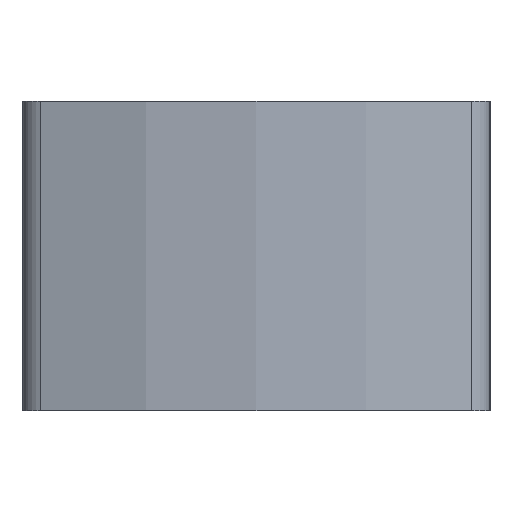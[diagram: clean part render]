
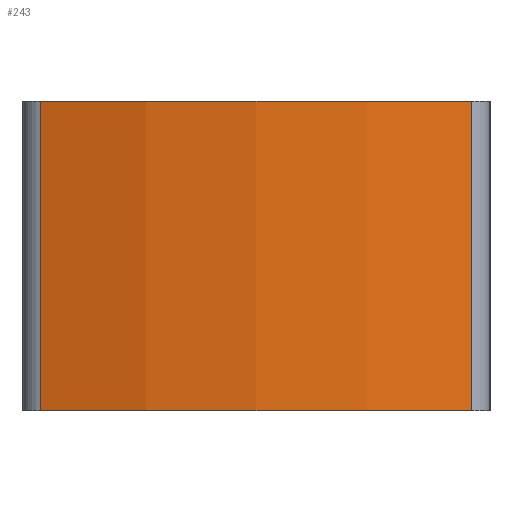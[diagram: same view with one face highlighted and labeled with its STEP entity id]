
A CAD part, left-side view. The second image highlights one B-rep face of the part: STEP entity #243.
In plain terms, the highlighted cylindrical face has radius 92.5 mm (diameter 185 mm), a partial arc.
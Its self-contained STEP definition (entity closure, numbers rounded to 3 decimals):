
#206=EDGE_CURVE('240[2]',#381,#426,#522,.T.);
#243=ADVANCED_FACE('240[2]',(#575),#576,.T.);
#281=EDGE_CURVE('240[2]',#489,#426,#630,.T.);
#304=EDGE_CURVE('240[2]',#381,#540,#662,.T.);
#360=EDGE_CURVE('240[2]',#489,#540,#739,.T.);
#381=VERTEX_POINT('',#751);
#426=VERTEX_POINT('',#805);
#489=VERTEX_POINT('',#887);
#522=LINE('',#931,#932);
#540=VERTEX_POINT('',#956);
#575=FACE_OUTER_BOUND('',#1001,.T.);
#576=CYLINDRICAL_SURFACE('',#1002,92.5);
#630=CIRCLE('',#1072,92.5);
#662=CIRCLE('',#1114,92.5);
#739=LINE('',#1215,#1216);
#751=CARTESIAN_POINT('',(-227.023,-31.356,45.0));
#805=CARTESIAN_POINT('',(-227.023,-31.356,0.0));
#887=CARTESIAN_POINT('',(-227.023,31.356,0.0));
#931=CARTESIAN_POINT('',(-227.023,-31.356,0.0));
#932=VECTOR('',#1380,10.0);
#956=CARTESIAN_POINT('',(-227.023,31.356,45.0));
#1001=EDGE_LOOP('',(#1439,#1440,#1441,#1442));
#1002=AXIS2_PLACEMENT_3D('',#1443,#1444,#1445);
#1072=AXIS2_PLACEMENT_3D('',#1508,#1509,#1510);
#1114=AXIS2_PLACEMENT_3D('',#1557,#1558,#1559);
#1215=CARTESIAN_POINT('',(-227.023,31.356,0.0));
#1216=VECTOR('',#1645,10.0);
#1380=DIRECTION('',(-0.0,-0.0,-1.0));
#1439=ORIENTED_EDGE('',*,*,#360,.F.);
#1440=ORIENTED_EDGE('',*,*,#281,.T.);
#1441=ORIENTED_EDGE('',*,*,#206,.F.);
#1442=ORIENTED_EDGE('',*,*,#304,.T.);
#1443=CARTESIAN_POINT('',(-140.0,0.0,0.0));
#1444=DIRECTION('',(0.0,0.0,1.0));
#1445=DIRECTION('',(-0.93,0.368,0.0));
#1508=CARTESIAN_POINT('',(-140.0,0.0,0.0));
#1509=DIRECTION('',(0.0,0.0,1.0));
#1510=DIRECTION('',(-0.93,0.368,0.0));
#1557=CARTESIAN_POINT('',(-140.0,0.0,45.0));
#1558=DIRECTION('',(0.0,0.0,-1.0));
#1559=DIRECTION('',(-0.93,0.368,0.0));
#1645=DIRECTION('',(0.0,0.0,1.0));
